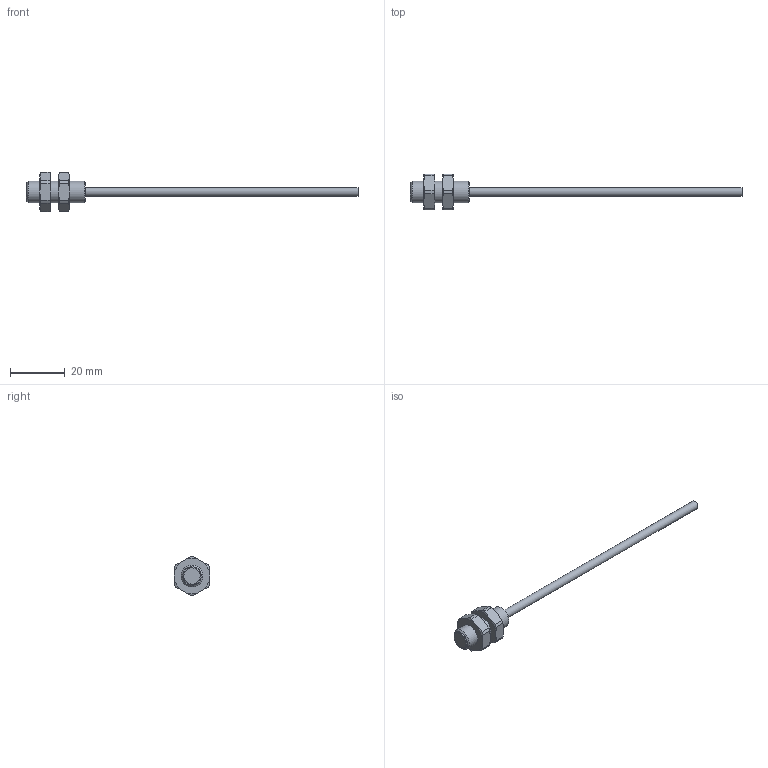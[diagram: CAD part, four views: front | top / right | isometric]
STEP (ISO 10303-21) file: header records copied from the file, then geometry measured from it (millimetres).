
FILE_DESCRIPTION(('FreeCAD Model'),'2;1');
FILE_NAME('DCC_08_M_xx_xxLK_22.step','2016-02-12T13:45:43',('FreeCAD'),( 'FreeCAD'),'Open CASCADE STEP processor 6.7','FreeCAD','Unknown');
FILE_SCHEMA(('AUTOMOTIVE_DESIGN_CC2 { 1 2 10303 214 -1 1 5 4 }'));
Length unit declared in the file: millimetre
Products named in the file (1): DCC_08_M_xx_xxLK_22
Bounding box: 121.8 x 13 x 14.39 mm (x, y, z)
Volume: 2594.9 mm3; surface area: 2117.8 mm2
Topology: 1 solids, 1 shells, 64 faces, 143 edges, 87 vertices
Faces by surface type: cone 26, plane 20, cylinder 17, torus 1
Full cylindrical faces by diameter (mm): 3.1 x1, 6.5 x1, 8 x3
Entity records: 4987 total; most frequent: CARTESIAN_POINT 2159, DIRECTION 338, ORIENTED_EDGE 286, PCURVE 286, DEFINITIONAL_REPRESENTATION 286, B_SPLINE_CURVE_WITH_KNOTS 170, EDGE_CURVE 143, SURFACE_CURVE 135
